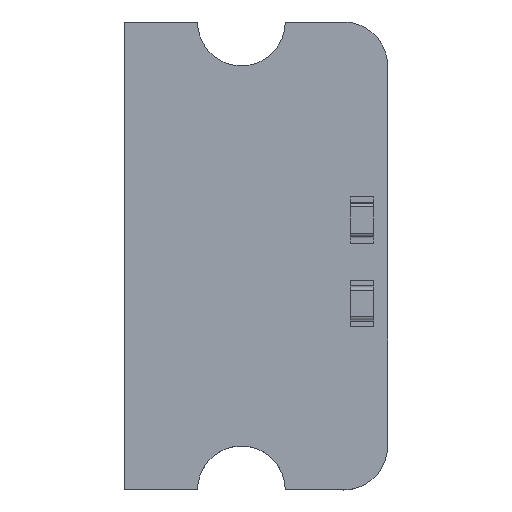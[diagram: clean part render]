
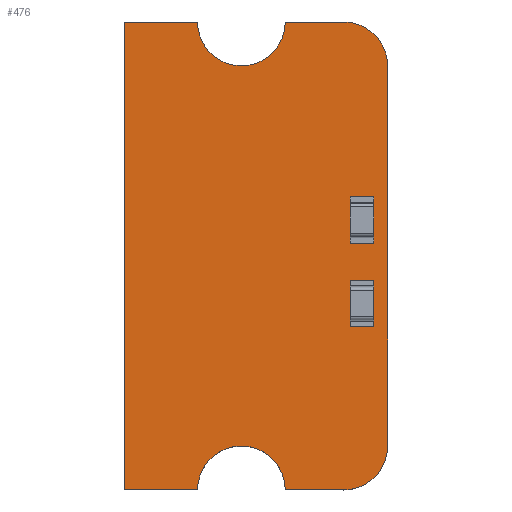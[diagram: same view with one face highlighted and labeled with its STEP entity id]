
A CAD part, top view. The second image highlights one B-rep face of the part: STEP entity #476.
In plain terms, the highlighted planar face has unit normal (0, 0, 1).
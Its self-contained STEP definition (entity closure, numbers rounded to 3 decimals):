
#79 = VERTEX_POINT('',#80);
#80 = CARTESIAN_POINT('',(-3.75,8.025,1.591));
#86 = EDGE_CURVE('',#79,#87,#89,.T.);
#87 = VERTEX_POINT('',#88);
#88 = CARTESIAN_POINT('',(-1.25,8.025,1.591));
#89 = LINE('',#90,#91);
#90 = CARTESIAN_POINT('',(-3.75,8.025,1.591));
#91 = VECTOR('',#92,1.);
#92 = DIRECTION('',(1.,0.,0.));
#117 = EDGE_CURVE('',#87,#118,#120,.T.);
#118 = VERTEX_POINT('',#119);
#119 = CARTESIAN_POINT('',(0.25,6.525,1.591));
#120 = CIRCLE('',#121,1.5);
#121 = AXIS2_PLACEMENT_3D('',#122,#123,#124);
#122 = CARTESIAN_POINT('',(0.25,8.025,1.591));
#123 = DIRECTION('',(0.,0.,1.));
#124 = DIRECTION('',(-1.,0.,0.));
#150 = EDGE_CURVE('',#118,#151,#153,.T.);
#151 = VERTEX_POINT('',#152);
#152 = CARTESIAN_POINT('',(1.75,8.025,1.591));
#153 = CIRCLE('',#154,1.5);
#154 = AXIS2_PLACEMENT_3D('',#155,#156,#157);
#155 = CARTESIAN_POINT('',(0.25,8.025,1.591));
#156 = DIRECTION('',(0.,0.,1.));
#157 = DIRECTION('',(0.,-1.,0.));
#183 = EDGE_CURVE('',#151,#184,#186,.T.);
#184 = VERTEX_POINT('',#185);
#185 = CARTESIAN_POINT('',(3.75,8.025,1.591));
#186 = LINE('',#187,#188);
#187 = CARTESIAN_POINT('',(1.75,8.025,1.591));
#188 = VECTOR('',#189,1.);
#189 = DIRECTION('',(1.,0.,0.));
#214 = EDGE_CURVE('',#184,#215,#217,.T.);
#215 = VERTEX_POINT('',#216);
#216 = CARTESIAN_POINT('',(5.25,6.525,1.591));
#217 = CIRCLE('',#218,1.5);
#218 = AXIS2_PLACEMENT_3D('',#219,#220,#221);
#219 = CARTESIAN_POINT('',(3.75,6.525,1.591));
#220 = DIRECTION('',(0.,0.,-1.));
#221 = DIRECTION('',(0.,1.,0.));
#247 = EDGE_CURVE('',#215,#248,#250,.T.);
#248 = VERTEX_POINT('',#249);
#249 = CARTESIAN_POINT('',(5.25,-6.475,1.591));
#250 = LINE('',#251,#252);
#251 = CARTESIAN_POINT('',(5.25,6.525,1.591));
#252 = VECTOR('',#253,1.);
#253 = DIRECTION('',(0.,-1.,0.));
#278 = EDGE_CURVE('',#248,#279,#281,.T.);
#279 = VERTEX_POINT('',#280);
#280 = CARTESIAN_POINT('',(3.75,-7.975,1.591));
#281 = CIRCLE('',#282,1.5);
#282 = AXIS2_PLACEMENT_3D('',#283,#284,#285);
#283 = CARTESIAN_POINT('',(3.75,-6.475,1.591));
#284 = DIRECTION('',(0.,0.,-1.));
#285 = DIRECTION('',(1.,0.,0.));
#311 = EDGE_CURVE('',#279,#312,#314,.T.);
#312 = VERTEX_POINT('',#313);
#313 = CARTESIAN_POINT('',(1.75,-7.975,1.591));
#314 = LINE('',#315,#316);
#315 = CARTESIAN_POINT('',(3.75,-7.975,1.591));
#316 = VECTOR('',#317,1.);
#317 = DIRECTION('',(-1.,0.,0.));
#342 = EDGE_CURVE('',#312,#343,#345,.T.);
#343 = VERTEX_POINT('',#344);
#344 = CARTESIAN_POINT('',(0.25,-6.475,1.591));
#345 = CIRCLE('',#346,1.5);
#346 = AXIS2_PLACEMENT_3D('',#347,#348,#349);
#347 = CARTESIAN_POINT('',(0.25,-7.975,1.591));
#348 = DIRECTION('',(0.,0.,1.));
#349 = DIRECTION('',(1.,0.,0.));
#375 = EDGE_CURVE('',#343,#376,#378,.T.);
#376 = VERTEX_POINT('',#377);
#377 = CARTESIAN_POINT('',(-1.25,-7.975,1.591));
#378 = CIRCLE('',#379,1.5);
#379 = AXIS2_PLACEMENT_3D('',#380,#381,#382);
#380 = CARTESIAN_POINT('',(0.25,-7.975,1.591));
#381 = DIRECTION('',(0.,0.,1.));
#382 = DIRECTION('',(0.,1.,0.));
#408 = EDGE_CURVE('',#376,#409,#411,.T.);
#409 = VERTEX_POINT('',#410);
#410 = CARTESIAN_POINT('',(-3.75,-7.975,1.591));
#411 = LINE('',#412,#413);
#412 = CARTESIAN_POINT('',(-1.25,-7.975,1.591));
#413 = VECTOR('',#414,1.);
#414 = DIRECTION('',(-1.,0.,0.));
#439 = EDGE_CURVE('',#409,#79,#440,.T.);
#440 = LINE('',#441,#442);
#441 = CARTESIAN_POINT('',(-3.75,-7.975,1.591));
#442 = VECTOR('',#443,1.);
#443 = DIRECTION('',(0.,1.,0.));
#476 = ADVANCED_FACE('',(#477),#491,.T.);
#477 = FACE_BOUND('',#478,.F.);
#478 = EDGE_LOOP('',(#479,#480,#481,#482,#483,#484,#485,#486,#487,#488,
    #489,#490));
#479 = ORIENTED_EDGE('',*,*,#86,.T.);
#480 = ORIENTED_EDGE('',*,*,#117,.T.);
#481 = ORIENTED_EDGE('',*,*,#150,.T.);
#482 = ORIENTED_EDGE('',*,*,#183,.T.);
#483 = ORIENTED_EDGE('',*,*,#214,.T.);
#484 = ORIENTED_EDGE('',*,*,#247,.T.);
#485 = ORIENTED_EDGE('',*,*,#278,.T.);
#486 = ORIENTED_EDGE('',*,*,#311,.T.);
#487 = ORIENTED_EDGE('',*,*,#342,.T.);
#488 = ORIENTED_EDGE('',*,*,#375,.T.);
#489 = ORIENTED_EDGE('',*,*,#408,.T.);
#490 = ORIENTED_EDGE('',*,*,#439,.T.);
#491 = PLANE('',#492);
#492 = AXIS2_PLACEMENT_3D('',#493,#494,#495);
#493 = CARTESIAN_POINT('',(-3.75,8.025,1.591));
#494 = DIRECTION('',(0.,0.,1.));
#495 = DIRECTION('',(1.,0.,0.));
